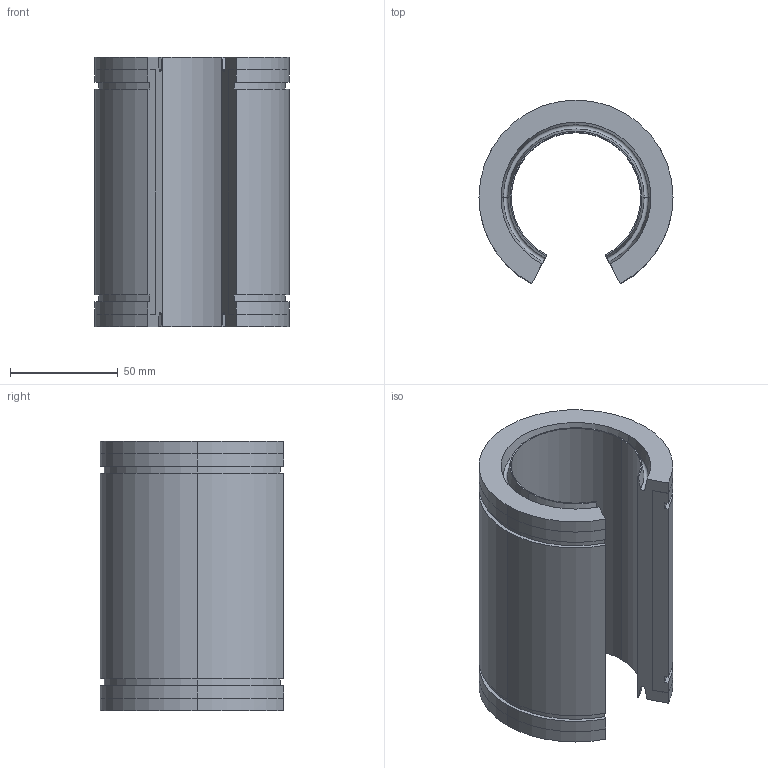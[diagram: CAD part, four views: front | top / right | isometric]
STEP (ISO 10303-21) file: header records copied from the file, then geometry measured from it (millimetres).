
FILE_DESCRIPTION (( 'STEP AP214' ), '1' );
FILE_NAME ('LAN-60-2RS-90-125-ltk.step', '2020-09-10T11:53:11', ( '' ), ( '' ), 'SwSTEP 2.0', 'SolidWorks 2010', '' );
FILE_SCHEMA (( 'AUTOMOTIVE_DESIGN' ));
Length unit declared in the file: millimetre
Products named in the file (1): LAN-60-2RS-90-125-ltk
Bounding box: 90 x 85.09 x 125 mm (x, y, z)
Volume: 365781.6 mm3; surface area: 65093.5 mm2
Topology: 1 solids, 1 shells, 62 faces, 168 edges, 108 vertices
Faces by surface type: cylinder 26, plane 18, cone 12, torus 6
Entity records: 2447 total; most frequent: DIRECTION 382, CARTESIAN_POINT 339, ORIENTED_EDGE 336, EDGE_CURVE 168, AXIS2_PLACEMENT_3D 151, VERTEX_POINT 108, CIRCLE 88, VECTOR 80
